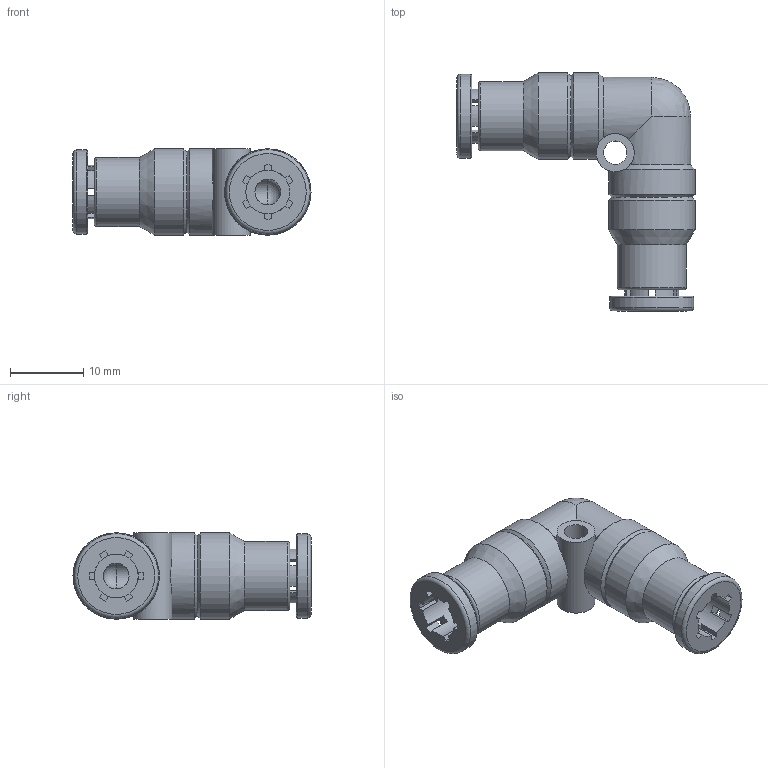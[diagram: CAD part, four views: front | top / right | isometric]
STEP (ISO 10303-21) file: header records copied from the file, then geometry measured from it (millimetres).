
FILE_DESCRIPTION(/* description */ ('STEP AP214'),/* implementation_level */ '2;1');
FILE_NAME(/* name */ '130663_CRQSL-6',/* time_stamp */ '2024-08-08T21:40:42+02:00',/* author */ ('License CC BY-ND 4.0'),/* organization */ ('CADENAS'),/* preprocessor_version */ 'ST-DEVELOPER v19.3',/* originating_system */ 'PARTsolutions',/* authorisation */ ' ');
FILE_SCHEMA (('AUTOMOTIVE_DESIGN {1 0 10303 214 3 1 1}'));
Length unit declared in the file: millimetre
Products named in the file (1): 130663 CRQSL-6
Bounding box: 32.5 x 32.5 x 11.8 mm (x, y, z)
Volume: 3524.4 mm3; surface area: 3220 mm2
Topology: 1 solids, 1 shells, 90 faces, 281 edges, 172 vertices
Faces by surface type: cylinder 40, plane 34, cone 8, torus 6, sphere 2
Full cylindrical faces by diameter (mm): 3.2 x1, 3.5 x2, 5.2 x1, 6 x2, 9.44 x2, 11.5 x2, 11.8 x4
Entity records: 2998 total; most frequent: CARTESIAN_POINT 542, DIRECTION 528, ORIENTED_EDGE 486, EDGE_CURVE 243, AXIS2_PLACEMENT_3D 204, VERTEX_POINT 164, EDGE_LOOP 127, FACE_BOUND 127
